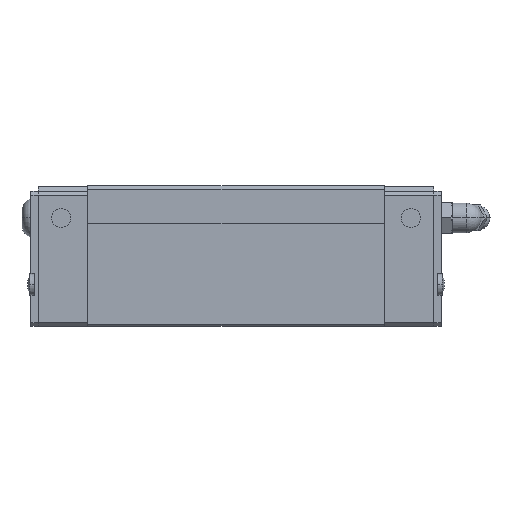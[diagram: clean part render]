
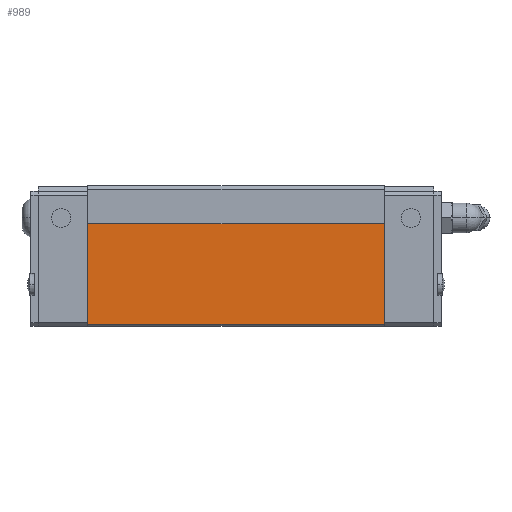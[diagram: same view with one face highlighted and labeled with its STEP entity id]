
A CAD part, left-side view. The second image highlights one B-rep face of the part: STEP entity #989.
In plain terms, the highlighted planar face has unit normal (-1, 0, 0).
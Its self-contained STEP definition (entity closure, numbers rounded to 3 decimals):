
#989=ADVANCED_FACE('',(#2029),#2030,.T.);
#2029=FACE_OUTER_BOUND('',#3109,.T.);
#2030=PLANE('',#3110);
#3109=EDGE_LOOP('',(#6141,#6142,#6143,#6144));
#3110=AXIS2_PLACEMENT_3D('',#6145,#6146,#6147);
#6141=ORIENTED_EDGE('',*,*,#7572,.F.);
#6142=ORIENTED_EDGE('',*,*,#7617,.F.);
#6143=ORIENTED_EDGE('',*,*,#7550,.F.);
#6144=ORIENTED_EDGE('',*,*,#7615,.T.);
#6145=CARTESIAN_POINT('',(-34.5,54.001,14.0));
#6146=DIRECTION('',(-1.0,0.0,0.0));
#6147=DIRECTION('',(0.0,0.0,1.0));
#7550=EDGE_CURVE('',#9343,#9345,#9346,.T.);
#7572=EDGE_CURVE('',#9373,#9375,#9376,.T.);
#7615=EDGE_CURVE('',#9343,#9375,#9433,.T.);
#7617=EDGE_CURVE('',#9345,#9373,#9435,.T.);
#9343=VERTEX_POINT('',#12948);
#9345=VERTEX_POINT('',#12951);
#9346=LINE('',#12952,#12953);
#9373=VERTEX_POINT('',#12993);
#9375=VERTEX_POINT('',#12996);
#9376=LINE('',#12997,#12998);
#9433=LINE('',#13082,#13083);
#9435=LINE('',#13085,#13086);
#12948=CARTESIAN_POINT('',(-34.5,15.001,38.0));
#12951=CARTESIAN_POINT('',(-34.5,15.001,11.5));
#12952=CARTESIAN_POINT('',(-34.5,15.001,21.75));
#12953=VECTOR('',#14306,1.0);
#12993=CARTESIAN_POINT('',(-34.5,93.001,11.5));
#12996=CARTESIAN_POINT('',(-34.5,93.001,38.0));
#12997=CARTESIAN_POINT('',(-34.5,93.001,21.75));
#12998=VECTOR('',#14321,1.0);
#13082=CARTESIAN_POINT('',(-34.5,54.001,38.0));
#13083=VECTOR('',#14361,1.0);
#13085=CARTESIAN_POINT('',(-34.5,73.501,11.5));
#13086=VECTOR('',#14362,1.0);
#14306=DIRECTION('',(-0.0,-0.0,-1.0));
#14321=DIRECTION('',(0.0,0.0,1.0));
#14361=DIRECTION('',(0.0,1.0,0.0));
#14362=DIRECTION('',(0.0,1.0,-0.0));
